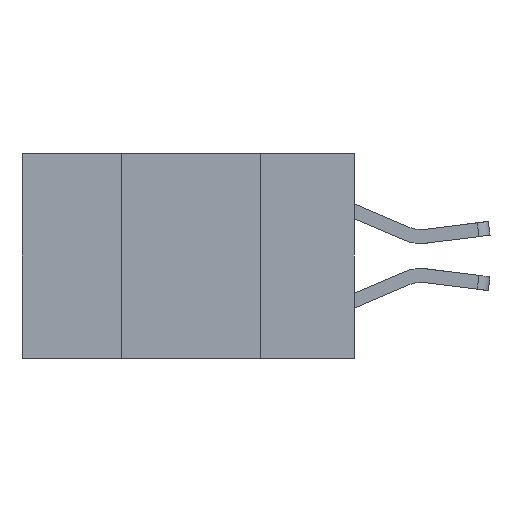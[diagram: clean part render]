
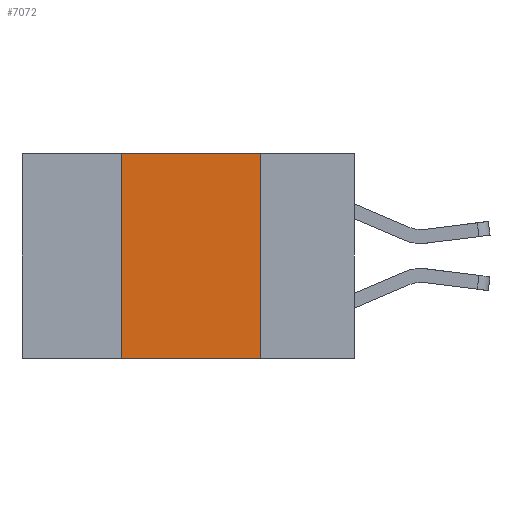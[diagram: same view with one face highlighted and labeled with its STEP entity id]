
A CAD part, left-side view. The second image highlights one B-rep face of the part: STEP entity #7072.
In plain terms, the highlighted planar face has unit normal (-1, 0, 0).
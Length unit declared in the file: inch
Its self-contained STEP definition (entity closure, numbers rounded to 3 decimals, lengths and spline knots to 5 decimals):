
#73 = CARTESIAN_POINT ( 'NONE',  ( 0., 0.6, -0.37 ) ) ;
#451 = CARTESIAN_POINT ( 'NONE',  ( 0., 0.42, -0.37 ) ) ;
#872 = LINE ( 'NONE', #8701, #7974 ) ;
#1354 = CARTESIAN_POINT ( 'NONE',  ( 0., 0.17, -0.37 ) ) ;
#1490 = VECTOR ( 'NONE', #4584, 39.37008 ) ;
#1860 = ORIENTED_EDGE ( 'NONE', *, *, #3575, .F. ) ;
#2151 = EDGE_CURVE ( 'NONE', #8077, #11040, #7282, .T. ) ;
#2861 = CARTESIAN_POINT ( 'NONE',  ( 0., 0.17, 0. ) ) ;
#2939 = DIRECTION ( 'NONE',  ( 0., 0., -1. ) ) ;
#3033 = EDGE_CURVE ( 'NONE', #8077, #8667, #7833, .T. ) ;
#3225 = VERTEX_POINT ( 'NONE', #2861 ) ;
#3531 = DIRECTION ( 'NONE',  ( 0., -1., 0. ) ) ;
#3537 = VECTOR ( 'NONE', #3531, 39.37008 ) ;
#3575 = EDGE_CURVE ( 'NONE', #3225, #8667, #872, .T. ) ;
#3719 = CARTESIAN_POINT ( 'NONE',  ( 0., 0.42, -0.37 ) ) ;
#4238 = CARTESIAN_POINT ( 'NONE',  ( 0., 0.6, 0. ) ) ;
#4473 = DIRECTION ( 'NONE',  ( 1., 0., 0. ) ) ;
#4584 = DIRECTION ( 'NONE',  ( 0., 0., 1. ) ) ;
#4659 = VECTOR ( 'NONE', #5772, 39.37008 ) ;
#4920 = CARTESIAN_POINT ( 'NONE',  ( 0., 0.6, 0. ) ) ;
#5772 = DIRECTION ( 'NONE',  ( 0., -1., 0. ) ) ;
#5942 = FACE_OUTER_BOUND ( 'NONE', #8697, .T. ) ;
#6173 = ORIENTED_EDGE ( 'NONE', *, *, #10088, .F. ) ;
#6469 = ORIENTED_EDGE ( 'NONE', *, *, #3033, .T. ) ;
#6729 = LINE ( 'NONE', #4920, #4659 ) ;
#7072 = ADVANCED_FACE ( 'NONE', ( #5942 ), #8568, .F. ) ;
#7282 = LINE ( 'NONE', #451, #1490 ) ;
#7833 = LINE ( 'NONE', #73, #3537 ) ;
#7974 = VECTOR ( 'NONE', #9606, 39.37008 ) ;
#8077 = VERTEX_POINT ( 'NONE', #3719 ) ;
#8568 = PLANE ( 'NONE',  #8623 ) ;
#8623 = AXIS2_PLACEMENT_3D ( 'NONE', #4238, #4473, #2939 ) ;
#8667 = VERTEX_POINT ( 'NONE', #1354 ) ;
#8697 = EDGE_LOOP ( 'NONE', ( #1860, #6173, #9936, #6469 ) ) ;
#8701 = CARTESIAN_POINT ( 'NONE',  ( 0., 0.17, -0.37 ) ) ;
#9354 = CARTESIAN_POINT ( 'NONE',  ( 0., 0.42, 0. ) ) ;
#9606 = DIRECTION ( 'NONE',  ( 0., 0., -1. ) ) ;
#9936 = ORIENTED_EDGE ( 'NONE', *, *, #2151, .F. ) ;
#10088 = EDGE_CURVE ( 'NONE', #11040, #3225, #6729, .T. ) ;
#11040 = VERTEX_POINT ( 'NONE', #9354 ) ;
